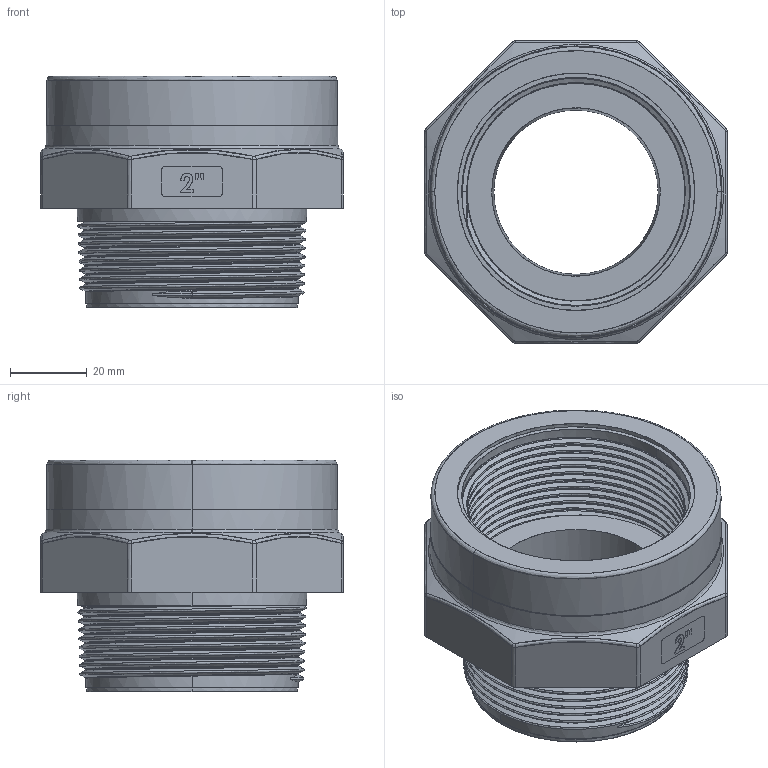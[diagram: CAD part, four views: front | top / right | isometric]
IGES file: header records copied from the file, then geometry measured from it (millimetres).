
Start section: SolidWorks IGES file using NURBS representation for surfaces
Global section: file name: 01 01 1169 200.IGS; native system: SolidWorks 2016; preprocessor: SolidWorks 2016; author: Fabio; date: 160912.151548; units: millimetre
Bounding box: 79 x 79.41 x 60.49 mm (x, y, z)
Surface area: 34808.8 mm2 (no closed solid volume)
Topology: 0 solids, 0 shells, 194 faces, 3999 edges, 3998 vertices
Faces by surface type: bspline 194
